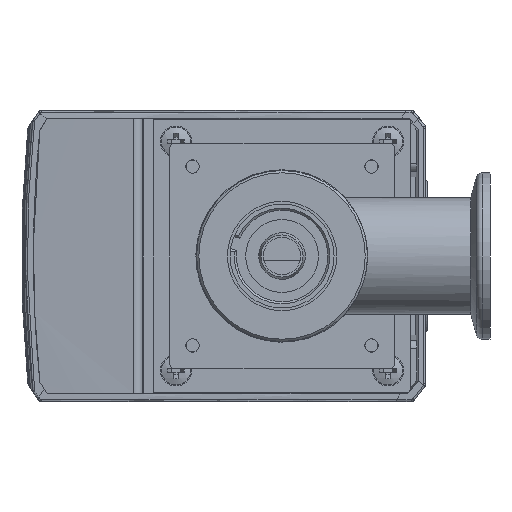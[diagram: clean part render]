
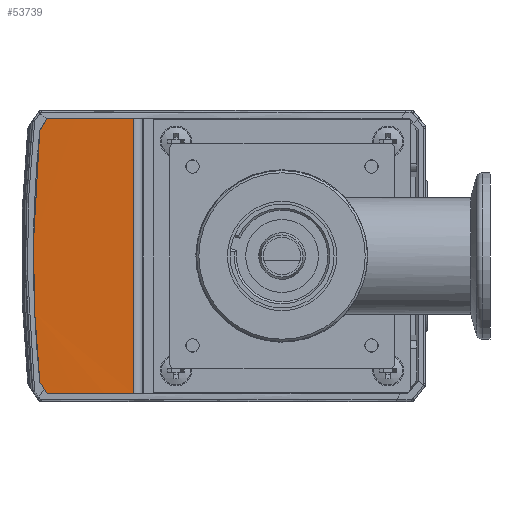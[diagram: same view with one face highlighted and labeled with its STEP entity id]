
A CAD part, front view. The second image highlights one B-rep face of the part: STEP entity #53739.
In plain terms, the highlighted cylindrical face has radius 717.3 mm (diameter 1434.6 mm), a partial arc.
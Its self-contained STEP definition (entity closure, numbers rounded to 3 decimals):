
#53513=CARTESIAN_POINT('',(-69.734,33.275,-30.36));
#53514=VERTEX_POINT('',#53513);
#53521=CARTESIAN_POINT('',(-69.756,33.278,30.154));
#53522=VERTEX_POINT('',#53521);
#53523=CARTESIAN_POINT('',(-69.756,33.278,30.154));
#53524=CARTESIAN_POINT('',(-69.948,33.301,28.264));
#53525=CARTESIAN_POINT('',(-70.123,33.323,26.373));
#53526=CARTESIAN_POINT('',(-70.68,33.391,19.633));
#53527=CARTESIAN_POINT('',(-70.962,33.426,14.779));
#53528=CARTESIAN_POINT('',(-71.236,33.46,6.58));
#53529=CARTESIAN_POINT('',(-71.291,33.467,3.238));
#53530=CARTESIAN_POINT('',(-71.289,33.467,-3.459));
#53531=CARTESIAN_POINT('',(-71.231,33.459,-6.813));
#53532=CARTESIAN_POINT('',(-71.01,33.432,-13.261));
#53533=CARTESIAN_POINT('',(-70.856,33.413,-16.355));
#53534=CARTESIAN_POINT('',(-70.414,33.359,-23.089));
#53535=CARTESIAN_POINT('',(-70.108,33.321,-26.728));
#53536=CARTESIAN_POINT('',(-69.734,33.275,-30.36));
#53537=B_SPLINE_CURVE_WITH_KNOTS('',3,(#53523,#53524,#53525,#53526,#53527,#53528,#53529,#53530,#53531,#53532,#53533,#53534,#53535,#53536),.UNSPECIFIED.,.F.,.U.,(4,2,2,2,2,2,4),(-6.061,-5.492,-4.033,-3.031,-2.024,-1.095,0.),.UNSPECIFIED.);
#53538=EDGE_CURVE('',#53522,#53514,#53537,.T.);
#53601=CARTESIAN_POINT('',(-67.997,33.066,33.076));
#53602=VERTEX_POINT('',#53601);
#53603=CARTESIAN_POINT('',(16.194,2680.943,172.885));
#53604=DIRECTION('',(0.857,0.,-0.516));
#53605=DIRECTION('',(-0.032,-0.998,-0.054));
#53606=AXIS2_PLACEMENT_3D('',#53603,#53604,#53605);
#53607=CIRCLE('',#53606,2652.902);
#53608=EDGE_CURVE('',#53602,#53522,#53607,.T.);
#53686=CARTESIAN_POINT('',(-67.947,33.06,-33.076));
#53687=VERTEX_POINT('',#53686);
#53694=CARTESIAN_POINT('',(29.96,2366.338,-152.041));
#53695=DIRECTION('',(0.835,-0.007,0.55));
#53696=DIRECTION('',(-0.042,-0.998,0.051));
#53697=AXIS2_PLACEMENT_3D('',#53694,#53695,#53696);
#53698=CIRCLE('',#53697,2338.36);
#53699=EDGE_CURVE('',#53514,#53687,#53698,.T.);
#53705=CARTESIAN_POINT('',(17.1,745.3,-42.));
#53706=DIRECTION('',(0.0,0.0,1.0));
#53707=DIRECTION('',(1.0,0.0,0.0));
#53708=AXIS2_PLACEMENT_3D('',#53705,#53706,#53707);
#53709=CYLINDRICAL_SURFACE('',#53708,717.3);
#53710=CARTESIAN_POINT('',(-47.243,30.892,-33.091));
#53711=VERTEX_POINT('',#53710);
#53712=CARTESIAN_POINT('',(-47.243,30.892,33.091));
#53713=VERTEX_POINT('',#53712);
#53714=CARTESIAN_POINT('',(-47.243,30.892,-33.091));
#53715=DIRECTION('',(0.0,0.0,1.0));
#53716=VECTOR('',#53715,66.182);
#53717=LINE('',#53714,#53716);
#53718=EDGE_CURVE('',#53711,#53713,#53717,.T.);
#53719=ORIENTED_EDGE('',*,*,#53718,.T.);
#53720=CARTESIAN_POINT('',(17.1,745.266,28.103));
#53721=DIRECTION('',(0.,-0.007,-1.));
#53722=DIRECTION('',(-0.119,-0.993,0.007));
#53723=AXIS2_PLACEMENT_3D('',#53720,#53721,#53722);
#53724=CIRCLE('',#53723,717.283);
#53725=EDGE_CURVE('',#53713,#53602,#53724,.T.);
#53726=ORIENTED_EDGE('',*,*,#53725,.T.);
#53727=ORIENTED_EDGE('',*,*,#53608,.T.);
#53728=ORIENTED_EDGE('',*,*,#53538,.T.);
#53729=ORIENTED_EDGE('',*,*,#53699,.T.);
#53730=CARTESIAN_POINT('',(17.1,745.266,-28.103));
#53731=DIRECTION('',(0.,-0.007,1.));
#53732=DIRECTION('',(-0.09,-0.996,-0.007));
#53733=AXIS2_PLACEMENT_3D('',#53730,#53731,#53732);
#53734=CIRCLE('',#53733,717.283);
#53735=EDGE_CURVE('',#53687,#53711,#53734,.T.);
#53736=ORIENTED_EDGE('',*,*,#53735,.T.);
#53737=EDGE_LOOP('',(#53719,#53726,#53727,#53728,#53729,#53736));
#53738=FACE_OUTER_BOUND('',#53737,.T.);
#53739=ADVANCED_FACE('',(#53738),#53709,.T.);
